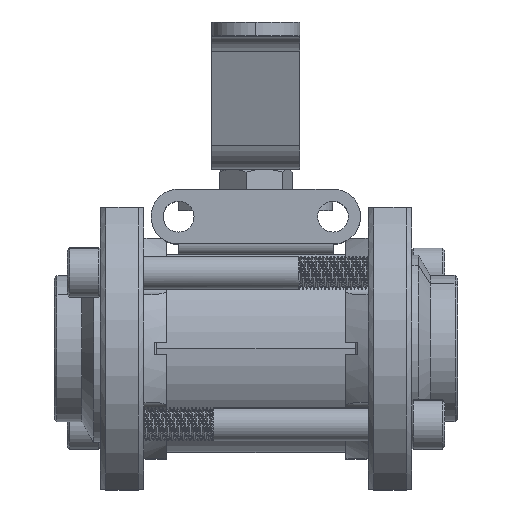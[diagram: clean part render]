
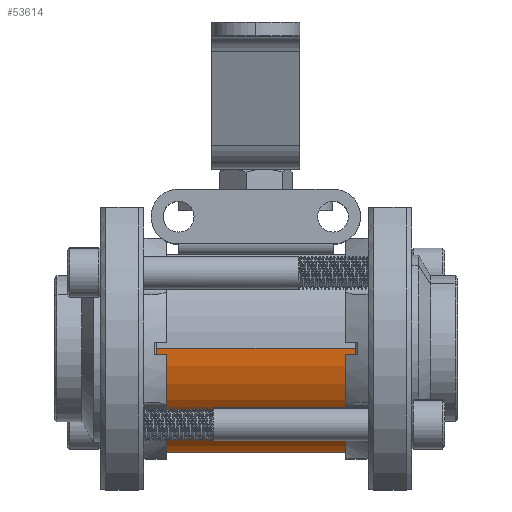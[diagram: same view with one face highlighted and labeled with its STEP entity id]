
A CAD part, top view. The second image highlights one B-rep face of the part: STEP entity #53614.
In plain terms, the highlighted cylindrical face has radius 29.985 mm (diameter 59.969 mm), a partial arc.
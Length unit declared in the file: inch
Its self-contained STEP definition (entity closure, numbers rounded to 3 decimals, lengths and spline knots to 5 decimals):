
#1540 = VECTOR ( 'NONE', #56079, 39.37008 ) ;
#3137 = VERTEX_POINT ( 'NONE', #32672 ) ;
#6801 = AXIS2_PLACEMENT_3D ( 'NONE', #95398, #34812, #105544 ) ;
#18271 = CARTESIAN_POINT ( 'NONE',  ( 1.125, 0., 0. ) ) ;
#23199 = AXIS2_PLACEMENT_3D ( 'NONE', #84572, #23946, #94732 ) ;
#23946 = DIRECTION ( 'NONE',  ( 1., 0., 0. ) ) ;
#24691 = ORIENTED_EDGE ( 'NONE', *, *, #110133, .F. ) ;
#24811 = ORIENTED_EDGE ( 'NONE', *, *, #69280, .T. ) ;
#28475 = DIRECTION ( 'NONE',  ( 0., 0., 1. ) ) ;
#28635 = CARTESIAN_POINT ( 'NONE',  ( 1.125, 0., 1.1805 ) ) ;
#32672 = CARTESIAN_POINT ( 'NONE',  ( -1.125, -0.064, -1.17876 ) ) ;
#34234 = ORIENTED_EDGE ( 'NONE', *, *, #112985, .T. ) ;
#34812 = DIRECTION ( 'NONE',  ( 1., 0., 0. ) ) ;
#35708 = CIRCLE ( 'NONE', #23199, 1.1805 ) ;
#42754 = CARTESIAN_POINT ( 'NONE',  ( -1.125, 0., 1.1805 ) ) ;
#46265 = CARTESIAN_POINT ( 'NONE',  ( 1.125, -0.064, -1.17876 ) ) ;
#50169 = EDGE_LOOP ( 'NONE', ( #24691, #34234, #62769, #24811 ) ) ;
#53614 = ADVANCED_FACE ( 'NONE', ( #92892 ), #89782, .T. ) ;
#56079 = DIRECTION ( 'NONE',  ( -1., 0., 0. ) ) ;
#56429 = DIRECTION ( 'NONE',  ( 1., 0., 0. ) ) ;
#57064 = EDGE_CURVE ( 'NONE', #105352, #3137, #35708, .T. ) ;
#61199 = AXIS2_PLACEMENT_3D ( 'NONE', #18271, #118726, #28475 ) ;
#62769 = ORIENTED_EDGE ( 'NONE', *, *, #57064, .T. ) ;
#69280 = EDGE_CURVE ( 'NONE', #3137, #97001, #81606, .T. ) ;
#81606 = LINE ( 'NONE', #46265, #99047 ) ;
#84572 = CARTESIAN_POINT ( 'NONE',  ( -1.125, 0., 0. ) ) ;
#88508 = CARTESIAN_POINT ( 'NONE',  ( 1.125, -0.064, -1.17876 ) ) ;
#89782 = CYLINDRICAL_SURFACE ( 'NONE', #61199, 1.1805 ) ;
#92892 = FACE_OUTER_BOUND ( 'NONE', #50169, .T. ) ;
#94732 = DIRECTION ( 'NONE',  ( 0., 0., -1. ) ) ;
#95398 = CARTESIAN_POINT ( 'NONE',  ( 1.125, 0., 0. ) ) ;
#96792 = CIRCLE ( 'NONE', #6801, 1.1805 ) ;
#97001 = VERTEX_POINT ( 'NONE', #88508 ) ;
#99047 = VECTOR ( 'NONE', #56429, 39.37008 ) ;
#105352 = VERTEX_POINT ( 'NONE', #42754 ) ;
#105544 = DIRECTION ( 'NONE',  ( 0., 0., -1. ) ) ;
#109261 = LINE ( 'NONE', #116655, #1540 ) ;
#110133 = EDGE_CURVE ( 'NONE', #129784, #97001, #96792, .T. ) ;
#112985 = EDGE_CURVE ( 'NONE', #129784, #105352, #109261, .T. ) ;
#116655 = CARTESIAN_POINT ( 'NONE',  ( 1.125, 0., 1.1805 ) ) ;
#118726 = DIRECTION ( 'NONE',  ( -1., 0., 0. ) ) ;
#129784 = VERTEX_POINT ( 'NONE', #28635 ) ;
